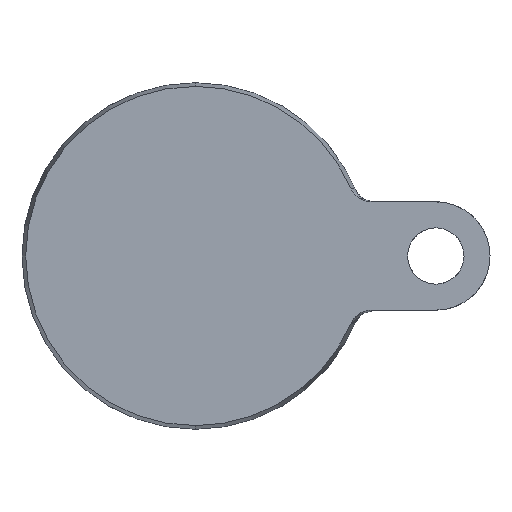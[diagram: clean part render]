
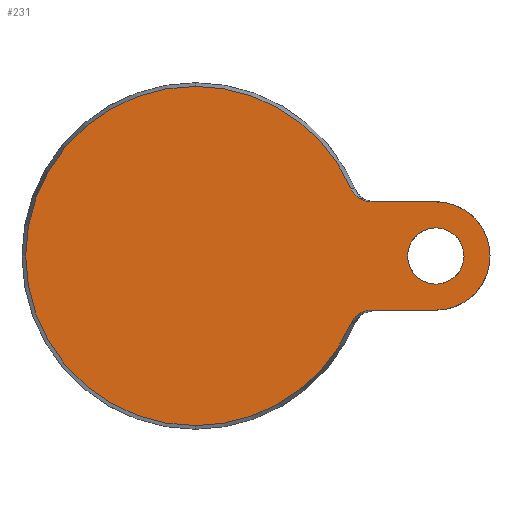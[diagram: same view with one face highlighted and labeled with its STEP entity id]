
A CAD part, front view. The second image highlights one B-rep face of the part: STEP entity #231.
In plain terms, the highlighted planar face has unit normal (0, -1, 0).
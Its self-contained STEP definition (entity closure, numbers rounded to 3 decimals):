
#6 = DIRECTION ( 'NONE',  ( 0., 1., 0. ) ) ;
#8 = B_SPLINE_CURVE_WITH_KNOTS ( 'NONE', 3,
 ( #444, #326, #524, #891, #233, #55, #343, #902, #639, #1071, #631, #161, #66, #801 ),
 .UNSPECIFIED., .F., .F.,
 ( 4, 2, 2, 2, 2, 2, 4 ),
 ( 0., 0.001, 0.002, 0.003, 0.004, 0.004, 0.006 ),
 .UNSPECIFIED. ) ;
#29 = CARTESIAN_POINT ( 'NONE',  ( 55.5, 0., -12.5 ) ) ;
#36 = B_SPLINE_CURVE_WITH_KNOTS ( 'NONE', 3,
 ( #981, #533, #811, #606, #966, #509, #148, #434, #267, #86, #182, #561, #641, #1092 ),
 .UNSPECIFIED., .F., .F.,
 ( 4, 2, 2, 2, 2, 2, 4 ),
 ( 0., 0.001, 0.002, 0.003, 0.004, 0.004, 0.006 ),
 .UNSPECIFIED. ) ;
#39 = AXIS2_PLACEMENT_3D ( 'NONE', #988, #810, #163 ) ;
#42 = ORIENTED_EDGE ( 'NONE', *, *, #721, .T. ) ;
#50 = CARTESIAN_POINT ( 'NONE',  ( 0., 0., 39.143 ) ) ;
#55 = CARTESIAN_POINT ( 'NONE',  ( 37.397, 0., -13.606 ) ) ;
#66 = CARTESIAN_POINT ( 'NONE',  ( 40.085, 0., -12.5 ) ) ;
#75 = VERTEX_POINT ( 'NONE', #559 ) ;
#86 = CARTESIAN_POINT ( 'NONE',  ( 37.032, 0., 13.927 ) ) ;
#90 = CARTESIAN_POINT ( 'NONE',  ( 0., 0., 0. ) ) ;
#98 = CIRCLE ( 'NONE', #514, 6.5 ) ;
#111 = EDGE_CURVE ( 'NONE', #596, #918, #1096, .T. ) ;
#122 = VERTEX_POINT ( 'NONE', #583 ) ;
#126 = DIRECTION ( 'NONE',  ( 0., 1., 0. ) ) ;
#132 = ORIENTED_EDGE ( 'NONE', *, *, #582, .F. ) ;
#134 = EDGE_LOOP ( 'NONE', ( #510, #869, #1140, #389, #42, #1162, #443, #132 ) ) ;
#148 = CARTESIAN_POINT ( 'NONE',  ( 38.008, 0., 13.187 ) ) ;
#155 = VERTEX_POINT ( 'NONE', #922 ) ;
#161 = CARTESIAN_POINT ( 'NONE',  ( 39.592, 0., -12.572 ) ) ;
#162 = CIRCLE ( 'NONE', #843, 6.5 ) ;
#163 = DIRECTION ( 'NONE',  ( 0., 0., 1. ) ) ;
#182 = CARTESIAN_POINT ( 'NONE',  ( 36.861, 0., 14.101 ) ) ;
#183 = VERTEX_POINT ( 'NONE', #1067 ) ;
#212 = DIRECTION ( 'NONE',  ( -1., 0., 0. ) ) ;
#222 = CARTESIAN_POINT ( 'NONE',  ( 15., 0., -12.5 ) ) ;
#224 = CARTESIAN_POINT ( 'NONE',  ( 0., 0., 0. ) ) ;
#230 = DIRECTION ( 'NONE',  ( 0., 0., -1. ) ) ;
#231 = ADVANCED_FACE ( 'NONE', ( #797, #905 ), #525, .F. ) ;
#233 = CARTESIAN_POINT ( 'NONE',  ( 37.031, 0., -13.929 ) ) ;
#235 = VECTOR ( 'NONE', #212, 1000. ) ;
#267 = CARTESIAN_POINT ( 'NONE',  ( 37.4, 0., 13.603 ) ) ;
#274 = AXIS2_PLACEMENT_3D ( 'NONE', #1076, #331, #975 ) ;
#292 = CARTESIAN_POINT ( 'NONE',  ( 0., 0., -39.143 ) ) ;
#299 = CIRCLE ( 'NONE', #274, 12.5 ) ;
#326 = CARTESIAN_POINT ( 'NONE',  ( 36.124, 0., -15.081 ) ) ;
#331 = DIRECTION ( 'NONE',  ( 0., 1., 0. ) ) ;
#343 = CARTESIAN_POINT ( 'NONE',  ( 37.591, 0., -13.458 ) ) ;
#368 = EDGE_CURVE ( 'NONE', #183, #1036, #98, .T. ) ;
#389 = ORIENTED_EDGE ( 'NONE', *, *, #111, .T. ) ;
#395 = VERTEX_POINT ( 'NONE', #485 ) ;
#434 = CARTESIAN_POINT ( 'NONE',  ( 37.598, 0., 13.453 ) ) ;
#440 = AXIS2_PLACEMENT_3D ( 'NONE', #925, #736, #467 ) ;
#443 = ORIENTED_EDGE ( 'NONE', *, *, #450, .F. ) ;
#444 = CARTESIAN_POINT ( 'NONE',  ( 35.928, 0., -15.535 ) ) ;
#450 = EDGE_CURVE ( 'NONE', #942, #75, #1126, .T. ) ;
#467 = DIRECTION ( 'NONE',  ( 0., 0., -1. ) ) ;
#473 = DIRECTION ( 'NONE',  ( 0., -1., 0. ) ) ;
#481 = VECTOR ( 'NONE', #836, 1000. ) ;
#485 = CARTESIAN_POINT ( 'NONE',  ( 35.928, 0., 15.535 ) ) ;
#504 = DIRECTION ( 'NONE',  ( 0., 0., 1. ) ) ;
#509 = CARTESIAN_POINT ( 'NONE',  ( 38.221, 0., 13.07 ) ) ;
#510 = ORIENTED_EDGE ( 'NONE', *, *, #762, .F. ) ;
#514 = AXIS2_PLACEMENT_3D ( 'NONE', #846, #6, #1107 ) ;
#524 = CARTESIAN_POINT ( 'NONE',  ( 36.381, 0., -14.668 ) ) ;
#525 = PLANE ( 'NONE',  #39 ) ;
#533 = CARTESIAN_POINT ( 'NONE',  ( 40.085, 0., 12.5 ) ) ;
#559 = CARTESIAN_POINT ( 'NONE',  ( 40.579, 0., -12.5 ) ) ;
#561 = CARTESIAN_POINT ( 'NONE',  ( 36.388, 0., 14.659 ) ) ;
#573 = AXIS2_PLACEMENT_3D ( 'NONE', #90, #473, #837 ) ;
#582 = EDGE_CURVE ( 'NONE', #155, #942, #299, .T. ) ;
#583 = CARTESIAN_POINT ( 'NONE',  ( 40.579, 0., 12.5 ) ) ;
#596 = VERTEX_POINT ( 'NONE', #50 ) ;
#605 = VERTEX_POINT ( 'NONE', #1053 ) ;
#606 = CARTESIAN_POINT ( 'NONE',  ( 38.897, 0., 12.778 ) ) ;
#631 = CARTESIAN_POINT ( 'NONE',  ( 38.891, 0., -12.781 ) ) ;
#634 = AXIS2_PLACEMENT_3D ( 'NONE', #224, #1156, #230 ) ;
#639 = CARTESIAN_POINT ( 'NONE',  ( 38.218, 0., -13.072 ) ) ;
#641 = CARTESIAN_POINT ( 'NONE',  ( 36.124, 0., 15.081 ) ) ;
#670 = EDGE_LOOP ( 'NONE', ( #773, #998 ) ) ;
#684 = EDGE_CURVE ( 'NONE', #605, #75, #8, .T. ) ;
#713 = CARTESIAN_POINT ( 'NONE',  ( 55.5, 0., -6.5 ) ) ;
#721 = EDGE_CURVE ( 'NONE', #918, #605, #915, .T. ) ;
#736 = DIRECTION ( 'NONE',  ( 0., -1., 0. ) ) ;
#762 = EDGE_CURVE ( 'NONE', #122, #155, #1186, .T. ) ;
#773 = ORIENTED_EDGE ( 'NONE', *, *, #979, .T. ) ;
#797 = FACE_OUTER_BOUND ( 'NONE', #134, .T. ) ;
#801 = CARTESIAN_POINT ( 'NONE',  ( 40.579, 0., -12.5 ) ) ;
#810 = DIRECTION ( 'NONE',  ( 0., 1., 0. ) ) ;
#811 = CARTESIAN_POINT ( 'NONE',  ( 39.603, 0., 12.57 ) ) ;
#836 = DIRECTION ( 'NONE',  ( 1., 0., 0. ) ) ;
#837 = DIRECTION ( 'NONE',  ( 0., 0., -1. ) ) ;
#843 = AXIS2_PLACEMENT_3D ( 'NONE', #1119, #126, #504 ) ;
#846 = CARTESIAN_POINT ( 'NONE',  ( 55.5, 0., 0. ) ) ;
#869 = ORIENTED_EDGE ( 'NONE', *, *, #1160, .T. ) ;
#891 = CARTESIAN_POINT ( 'NONE',  ( 36.857, 0., -14.106 ) ) ;
#902 = CARTESIAN_POINT ( 'NONE',  ( 38., 0., -13.192 ) ) ;
#905 = FACE_BOUND ( 'NONE', #670, .T. ) ;
#915 = CIRCLE ( 'NONE', #440, 39.143 ) ;
#918 = VERTEX_POINT ( 'NONE', #292 ) ;
#922 = CARTESIAN_POINT ( 'NONE',  ( 55.5, 0., 12.5 ) ) ;
#925 = CARTESIAN_POINT ( 'NONE',  ( 0., 0., 0. ) ) ;
#942 = VERTEX_POINT ( 'NONE', #29 ) ;
#966 = CARTESIAN_POINT ( 'NONE',  ( 38.665, 0., 12.866 ) ) ;
#975 = DIRECTION ( 'NONE',  ( 0., 0., -1. ) ) ;
#979 = EDGE_CURVE ( 'NONE', #1036, #183, #162, .T. ) ;
#981 = CARTESIAN_POINT ( 'NONE',  ( 40.579, 0., 12.5 ) ) ;
#988 = CARTESIAN_POINT ( 'NONE',  ( -39.143, 0., 0. ) ) ;
#998 = ORIENTED_EDGE ( 'NONE', *, *, #368, .T. ) ;
#1019 = CARTESIAN_POINT ( 'NONE',  ( 15., 0., 12.5 ) ) ;
#1036 = VERTEX_POINT ( 'NONE', #713 ) ;
#1049 = EDGE_CURVE ( 'NONE', #395, #596, #1133, .T. ) ;
#1053 = CARTESIAN_POINT ( 'NONE',  ( 35.928, 0., -15.535 ) ) ;
#1067 = CARTESIAN_POINT ( 'NONE',  ( 55.5, 0., 6.5 ) ) ;
#1071 = CARTESIAN_POINT ( 'NONE',  ( 38.663, 0., -12.866 ) ) ;
#1076 = CARTESIAN_POINT ( 'NONE',  ( 55.5, 0., 0. ) ) ;
#1092 = CARTESIAN_POINT ( 'NONE',  ( 35.928, 0., 15.535 ) ) ;
#1096 = CIRCLE ( 'NONE', #573, 39.143 ) ;
#1107 = DIRECTION ( 'NONE',  ( 0., 0., 1. ) ) ;
#1119 = CARTESIAN_POINT ( 'NONE',  ( 55.5, 0., 0. ) ) ;
#1126 = LINE ( 'NONE', #222, #235 ) ;
#1133 = CIRCLE ( 'NONE', #634, 39.143 ) ;
#1140 = ORIENTED_EDGE ( 'NONE', *, *, #1049, .T. ) ;
#1156 = DIRECTION ( 'NONE',  ( 0., -1., 0. ) ) ;
#1160 = EDGE_CURVE ( 'NONE', #122, #395, #36, .T. ) ;
#1162 = ORIENTED_EDGE ( 'NONE', *, *, #684, .T. ) ;
#1186 = LINE ( 'NONE', #1019, #481 ) ;
